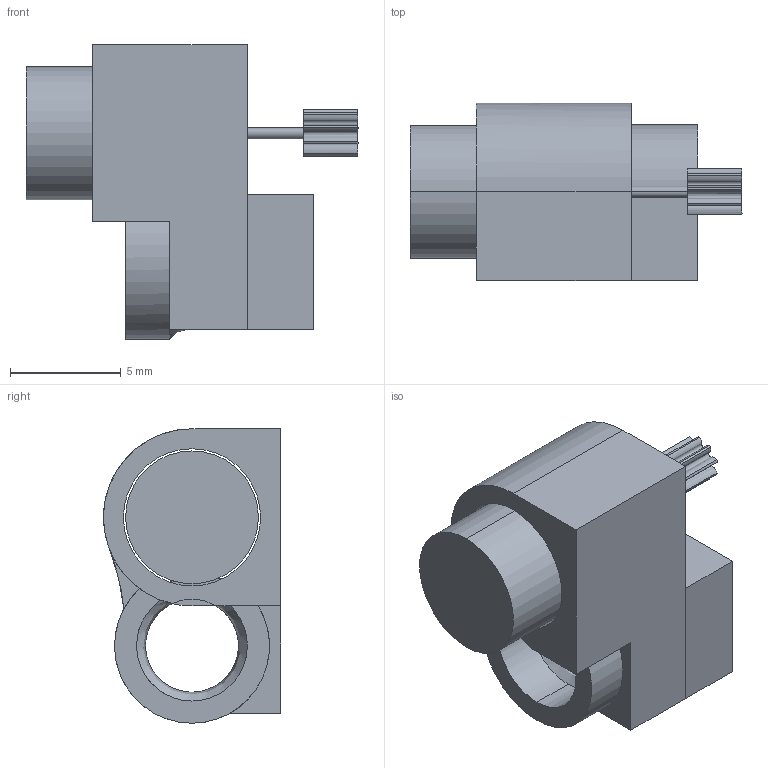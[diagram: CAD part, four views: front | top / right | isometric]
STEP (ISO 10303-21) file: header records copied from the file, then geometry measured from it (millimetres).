
FILE_DESCRIPTION (( 'STEP AP203' ), '1' );
FILE_NAME ('Mount_R.STEP', '2022-08-15T13:51:56', ( '' ), ( '' ), 'SwSTEP 2.0', 'SolidWorks 2022', '' );
FILE_SCHEMA (( 'CONFIG_CONTROL_DESIGN' ));
Length unit declared in the file: millimetre
Products named in the file (5): New_mount_R; SpurPinion_GearTrax; Mount_R; mushak_motor; Assem2
Assembly tree (4 placements, depth 3):
  Mount_R
    New_mount_R
    Assem2
      mushak_motor
      SpurPinion_GearTrax
Bounding box: 15 x 8 x 13.3 mm (x, y, z)
Volume: 649.4 mm3; surface area: 1013.4 mm2
Topology: 4 solids, 4 shells, 62 faces, 160 edges, 106 vertices
Faces by surface type: cylinder 30, plane 21, bspline 10, torus 1
Entity records: 5606 total; most frequent: CARTESIAN_POINT 3572, ORIENTED_EDGE 320, DIRECTION 318, EDGE_CURVE 160, AXIS2_PLACEMENT_3D 124, VERTEX_POINT 106, LINE 70, VECTOR 70
